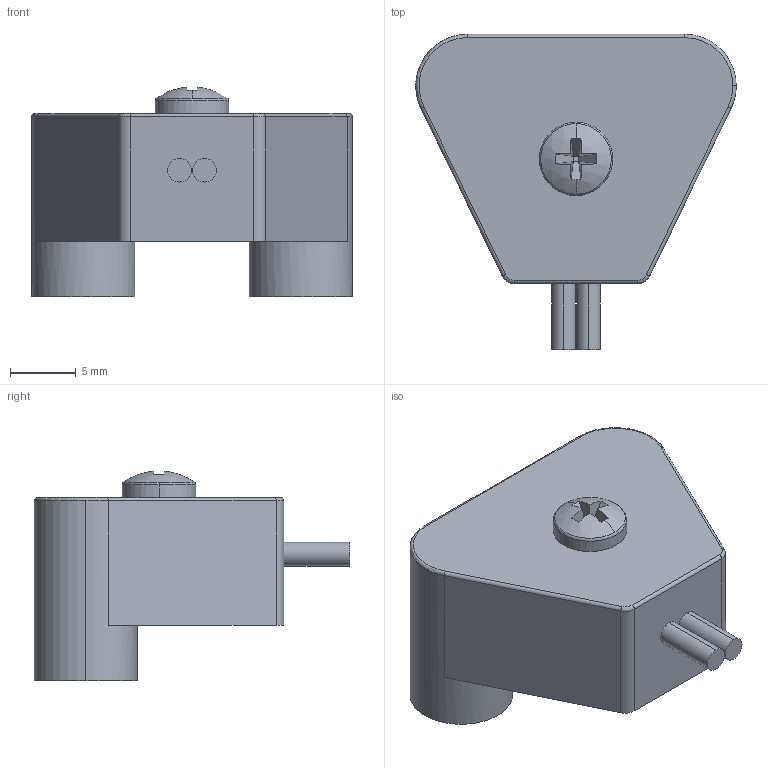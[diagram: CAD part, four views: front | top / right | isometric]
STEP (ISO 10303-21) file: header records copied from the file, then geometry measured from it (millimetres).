
FILE_DESCRIPTION (( 'STEP AP214' ), '1' );
FILE_NAME ('DC Motor Power Cable Connector.step', '2017-10-17T01:08:24', ( '' ), ( '' ), 'SwSTEP 2.0', 'SolidWorks 2017', '' );
FILE_SCHEMA (( 'AUTOMOTIVE_DESIGN' ));
Length unit declared in the file: millimetre
Products named in the file (1): DC Motor Power Cable Connector
Bounding box: 24.3 x 23.9 x 15.9 mm (x, y, z)
Volume: 3937.5 mm3; surface area: 1873.7 mm2
Topology: 2 solids, 2 shells, 62 faces, 140 edges, 87 vertices
Faces by surface type: plane 35, cylinder 18, torus 7, sphere 2
Entity records: 1849 total; most frequent: DIRECTION 334, CARTESIAN_POINT 290, ORIENTED_EDGE 280, EDGE_CURVE 140, AXIS2_PLACEMENT_3D 131, VERTEX_POINT 87, VECTOR 72, LINE 72
